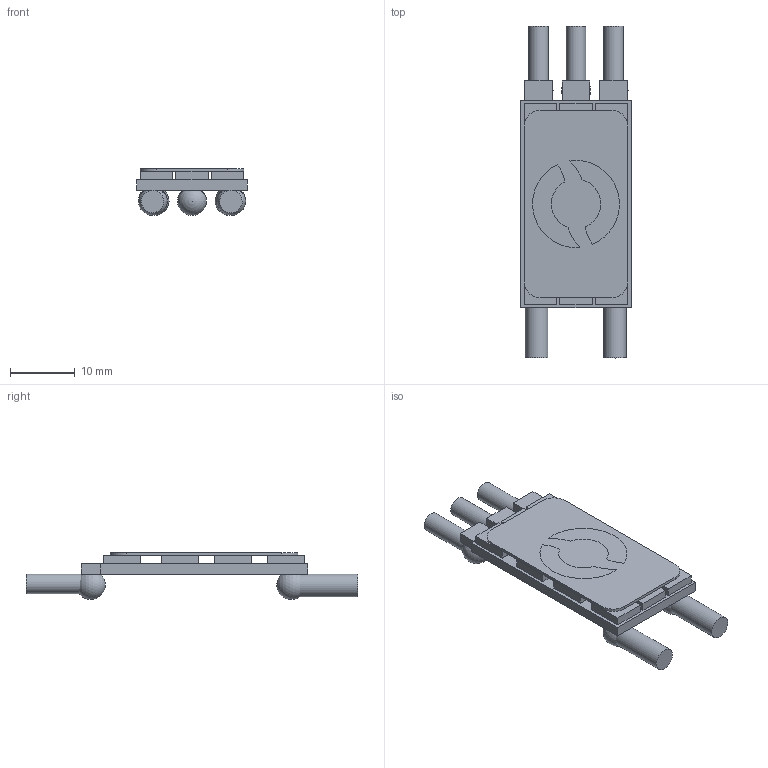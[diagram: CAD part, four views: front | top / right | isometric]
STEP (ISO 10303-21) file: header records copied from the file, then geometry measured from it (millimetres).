
FILE_DESCRIPTION(/* description */ (''),/* implementation_level */ '2;1');
FILE_NAME(/* name */ 'BESC30-R3 v1.step',/* time_stamp */ '2022-04-21T23:56:51+03:00',/* author */ (''),/* organization */ (''),/* preprocessor_version */ 'ST-DEVELOPER v19.2',/* originating_system */ 'Autodesk Translation Framework v12.6.0.85',/* authorisation */ '');
FILE_SCHEMA (('AUTOMOTIVE_DESIGN { 1 0 10303 214 3 1 1 }'));
Length unit declared in the file: millimetre
Products named in the file (7): BESC30-R3; BASICESC-G-PCB-X1; BASICESC-E-MOSFET; BASICESC-M-HEAT-SPREADER-X1; Solder Bead; 14AWG Wire; 16AWG Wire
Assembly tree (24 placements, depth 2):
  BESC30-R3
    BASICESC-G-PCB-X1
    BASICESC-E-MOSFET  x12
    BASICESC-M-HEAT-SPREADER-X1
    Solder Bead  x5
    14AWG Wire  x2
    16AWG Wire  x3
Bounding box: 17.1 x 51.29 x 7.26 mm (x, y, z)
Volume: 2224.7 mm3; surface area: 4235.4 mm2
Topology: 24 solids, 24 shells, 130 faces, 265 edges, 183 vertices
Faces by surface type: plane 116, cylinder 9, sphere 5
Full cylindrical faces by diameter (mm): 3 x3, 3.5 x2
Entity records: 1749 total; most frequent: CARTESIAN_POINT 302, DIRECTION 262, ORIENTED_EDGE 212, EDGE_CURVE 106, AXIS2_PLACEMENT_3D 92, LINE 78, VECTOR 78, VERTEX_POINT 77
